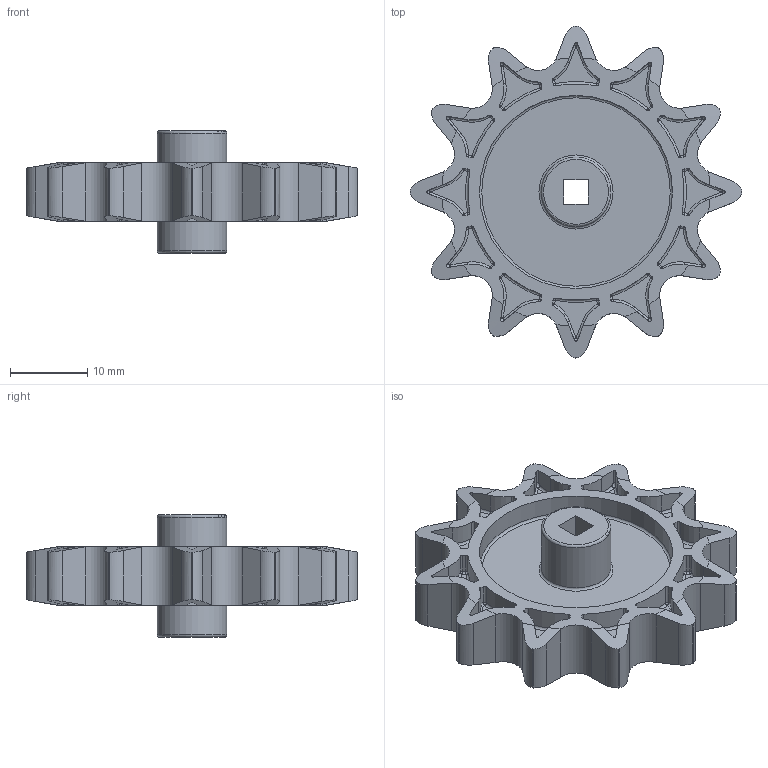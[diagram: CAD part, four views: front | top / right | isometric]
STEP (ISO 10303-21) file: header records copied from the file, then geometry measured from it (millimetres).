
FILE_DESCRIPTION(/* description */ ('Can withstand higher stresses and lift heavier loads.'),/* implementation_level */ '2;1');
FILE_NAME(/* name */ 'High Strength 12-tooth Sprocket.ipt.step',/* time_stamp */ '2020-04-16T23:19:34-04:00',/* author */ ('Jordan Kiesel'),/* organization */ ('Super Sonic Sparks, Team 24'),/* preprocessor_version */ 'ST-DEVELOPER v17',/* originating_system */ 'Autodesk Inventor 2019',/* authorisation */ '');
FILE_SCHEMA (('AUTOMOTIVE_DESIGN { 1 0 10303 214 3 1 1 }'));
Length unit declared in the file: inch
Products named in the file (1): High Strength 12-tooth Sprocket
Bounding box: 42.99 x 42.99 x 15.88 mm (x, y, z)
Volume: 5070.3 mm3; surface area: 5615.7 mm2
Topology: 1 solids, 1 shells, 740 faces, 1855 edges, 1098 vertices
Faces by surface type: cylinder 340, plane 154, sphere 120, torus 78, cone 24, bspline 24
Full cylindrical faces by diameter (mm): 9 x2, 25 x2
Entity records: 25962 total; most frequent: CARTESIAN_POINT 8625, DIRECTION 3740, ORIENTED_EDGE 3664, EDGE_CURVE 1832, AXIS2_PLACEMENT_3D 1538, VERTEX_POINT 1098, CIRCLE 799, EDGE_LOOP 746
